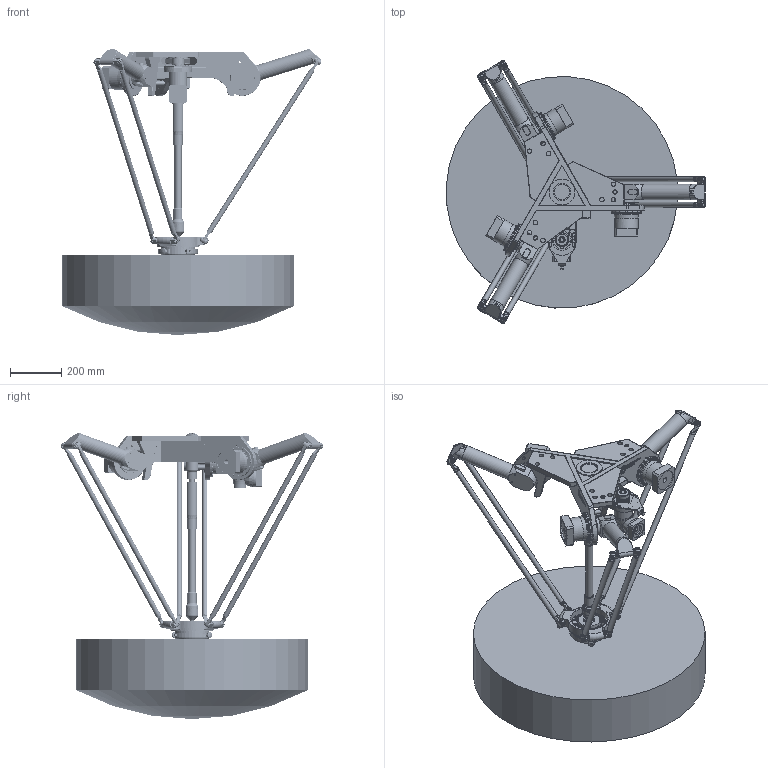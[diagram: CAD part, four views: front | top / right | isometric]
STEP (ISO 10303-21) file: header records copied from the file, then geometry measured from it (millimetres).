
FILE_DESCRIPTION(/* description */ (''),/* implementation_level */ '2;1');
FILE_NAME(/* name */ '3D-model_A_00086-TS1-ATS.stp',/* time_stamp */ '2023-10-13T12:27:47+02:00',/* author */ ('michael.schutter'),/* organization */ ('Majatronic'),/* preprocessor_version */ 'ST-DEVELOPER v19.2',/* originating_system */ 'Autodesk Inventor 2023',/* authorisation */ '');
FILE_SCHEMA (('AUTOMOTIVE_DESIGN { 1 0 10303 214 3 1 1 }'));
Products named in the file (14): A_00086-TS1-ATS_DUMMY; MT_WST00054385MT_WST; MT_WST00060710MT_WST; MT_WST00060711MT_WST; MT_WST00054194MT_WST; MT_WST00046397MT_WST; MT_WST00031699MT_WST; MT_WST00060712MT_WST; MT_WST00055124MT_WST; MT_WST00063899MT_WST; MT_WST00064987MT_WST; MT_WST00058878MT_WST; MT_WST00058879MT_WST; MT_WST00054196MT_WST
Assembly tree (29 placements, depth 2):
  A_00086-TS1-ATS_DUMMY
    MT_WST00054385MT_WST
    MT_WST00060710MT_WST
    MT_WST00060711MT_WST
    MT_WST00054194MT_WST  x3
    MT_WST00031699MT_WST  x6
    MT_WST00046397MT_WST  x3
    MT_WST00060712MT_WST  x6
    MT_WST00055124MT_WST
    MT_WST00063899MT_WST
    MT_WST00064987MT_WST
    MT_WST00058878MT_WST  x2
    MT_WST00058879MT_WST  x2
    MT_WST00054196MT_WST
Bounding box: 1007.08 x 1020.47 x 1111.13 mm (x, y, z)
Volume: 178779072.3 mm3; surface area: 3791903.2 mm2
Topology: 30 solids, 31 shells, 3493 faces, 8184 edges, 5180 vertices
Faces by surface type: plane 1912, cylinder 1009, cone 307, bspline 136, torus 121, sphere 8
Full cylindrical faces by diameter (mm): 2 x1, 4 x1, 4.917 x11, 5 x8, 6 x49, 6.5 x4, 6.647 x3, 8 x39, 8.5 x96, 10 x11, 10.1 x2, 11.4 x1, 11.45 x10, 12 x26, 13 x10, 14 x10, 14.5 x1, 15 x2, 15.4 x2, 16 x34, 17.5 x9, 18 x24, 19 x13, 19.7 x1, 20 x18, 23 x1, 24 x1, 25 x4, 25.5 x1, 26 x1
Entity records: 76278 total; most frequent: CARTESIAN_POINT 22221, DIRECTION 10886, ORIENTED_EDGE 10530, EDGE_CURVE 5265, AXIS2_PLACEMENT_3D 3918, VERTEX_POINT 3378, LINE 3050, VECTOR 3050
